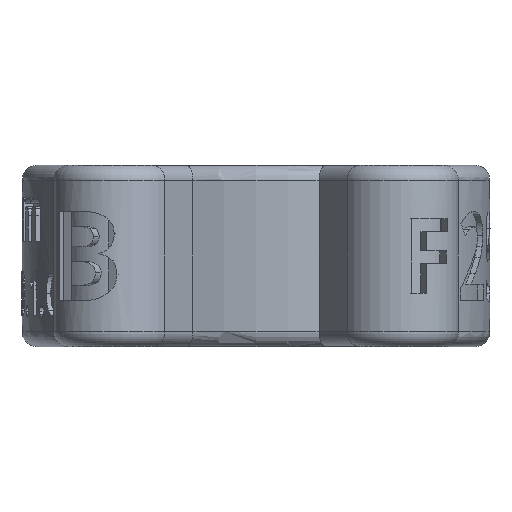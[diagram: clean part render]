
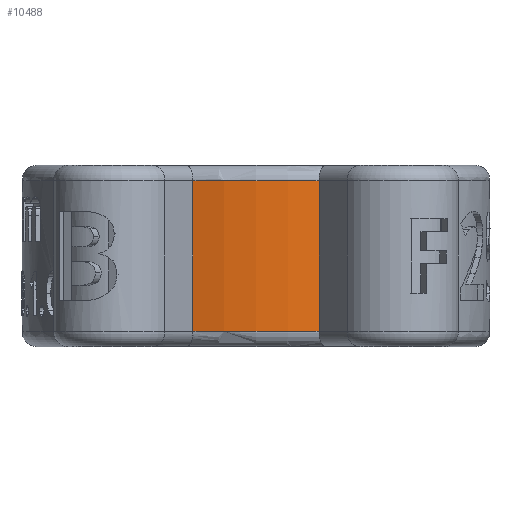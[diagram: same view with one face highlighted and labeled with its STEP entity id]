
A CAD part, front view. The second image highlights one B-rep face of the part: STEP entity #10488.
In plain terms, the highlighted cylindrical face has radius 15.5 mm (diameter 31 mm), a partial arc.
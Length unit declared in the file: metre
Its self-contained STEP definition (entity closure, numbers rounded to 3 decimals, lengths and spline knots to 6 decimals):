
#695=CIRCLE('',#11283,0.0155);
#696=CIRCLE('',#11284,0.0155);
#936=LINE('',#15630,#1672);
#937=LINE('',#15635,#1673);
#1672=VECTOR('',#12282,1.);
#1673=VECTOR('',#12285,1.);
#2772=ORIENTED_EDGE('',*,*,#6097,.T.);
#2773=ORIENTED_EDGE('',*,*,#6098,.T.);
#2774=ORIENTED_EDGE('',*,*,#6099,.F.);
#2775=ORIENTED_EDGE('',*,*,#6100,.T.);
#6097=EDGE_CURVE('',#7748,#7749,#936,.T.);
#6098=EDGE_CURVE('',#7749,#7750,#695,.T.);
#6099=EDGE_CURVE('',#7751,#7750,#937,.T.);
#6100=EDGE_CURVE('',#7751,#7748,#696,.F.);
#7748=VERTEX_POINT('',#15631);
#7749=VERTEX_POINT('',#15632);
#7750=VERTEX_POINT('',#15634);
#7751=VERTEX_POINT('',#15636);
#9044=EDGE_LOOP('',(#2772,#2773,#2774,#2775));
#9713=FACE_BOUND('',#9044,.T.);
#10346=CYLINDRICAL_SURFACE('',#11282,0.0155);
#10488=ADVANCED_FACE('',(#9713),#10346,.T.);
#11282=AXIS2_PLACEMENT_3D('',#15629,#12280,#12281);
#11283=AXIS2_PLACEMENT_3D('',#15633,#12283,#12284);
#11284=AXIS2_PLACEMENT_3D('',#15637,#12286,#12287);
#12280=DIRECTION('',(0.,0.,-1.));
#12281=DIRECTION('',(-1.,0.,0.));
#12282=DIRECTION('',(0.,0.,-1.));
#12283=DIRECTION('',(0.,0.,1.));
#12284=DIRECTION('',(1.,0.,0.));
#12285=DIRECTION('',(0.,0.,-1.));
#12286=DIRECTION('',(0.,0.,1.));
#12287=DIRECTION('',(1.,0.,0.));
#15629=CARTESIAN_POINT('',(0.,0.,0.005));
#15630=CARTESIAN_POINT('',(-0.004174,-0.014927,0.005));
#15631=CARTESIAN_POINT('',(-0.004174,-0.014927,0.005));
#15632=CARTESIAN_POINT('',(-0.004174,-0.014927,-0.005));
#15633=CARTESIAN_POINT('',(0.,0.,-0.005));
#15634=CARTESIAN_POINT('',(0.004174,-0.014927,-0.005));
#15635=CARTESIAN_POINT('',(0.004174,-0.014927,0.005));
#15636=CARTESIAN_POINT('',(0.004174,-0.014927,0.005));
#15637=CARTESIAN_POINT('',(0.,0.,0.005));
